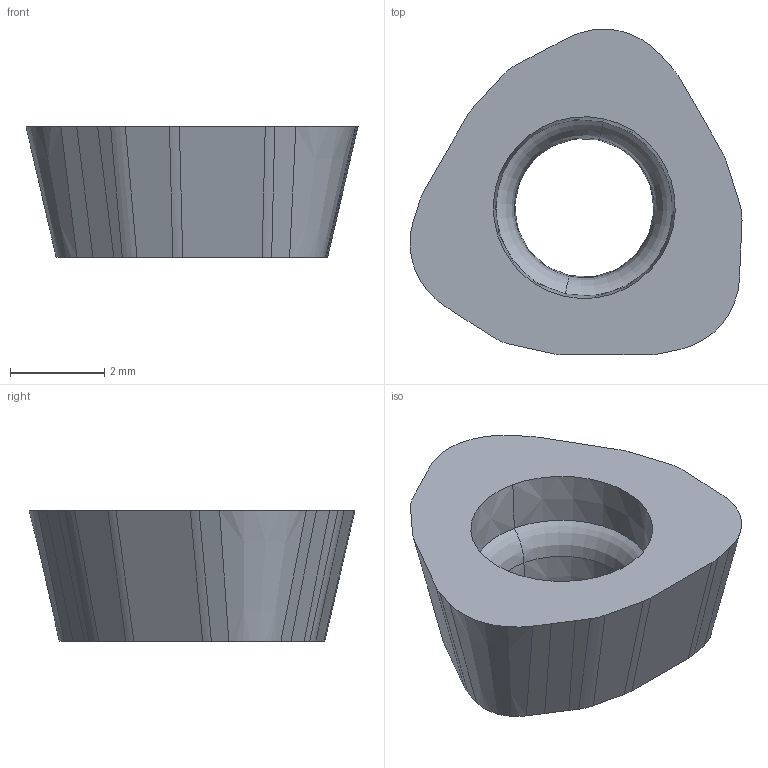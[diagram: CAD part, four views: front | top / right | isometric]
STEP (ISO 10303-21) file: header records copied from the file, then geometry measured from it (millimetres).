
FILE_DESCRIPTION(/* description */ (''),/* implementation_level */ '2;1');
FILE_NAME(/* name */ 'JOMT06T216ZZER-JL.stp',/* time_stamp */ '2021-09-07T08:29:13+09:00',/* author */ (''),/* organization */ (''),/* preprocessor_version */ 'ST-DEVELOPER v16',/* originating_system */ 'SIEMENS PLM Software NX 10.0',/* authorisation */ '');
FILE_SCHEMA (('AUTOMOTIVE_DESIGN { 1 0 10303 214 3 1 1 1 }'));
Length unit declared in the file: millimetre
Products named in the file (1): JOMT06T216ZZER-JL
Bounding box: 7.06 x 6.92 x 2.78 mm (x, y, z)
Volume: 59.6 mm3; surface area: 130.8 mm2
Topology: 1 solids, 1 shells, 38 faces, 134 edges, 130 vertices
Faces by surface type: plane 17, cylinder 12, cone 7, torus 2
Entity records: 1596 total; most frequent: CARTESIAN_POINT 336, DIRECTION 237, ORIENTED_EDGE 208, EDGE_CURVE 104, LINE 79, VECTOR 79, AXIS2_PLACEMENT_3D 79, VERTEX_POINT 68
